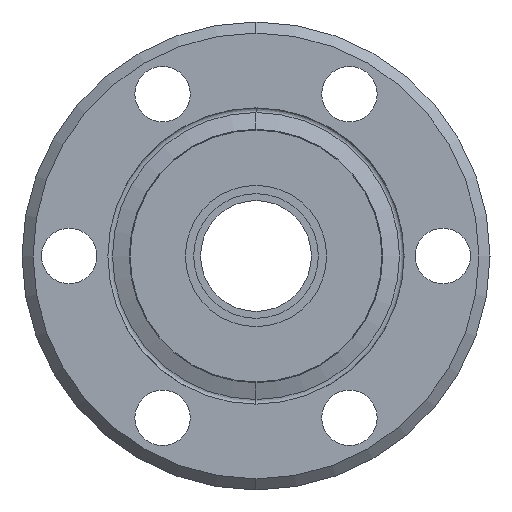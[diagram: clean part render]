
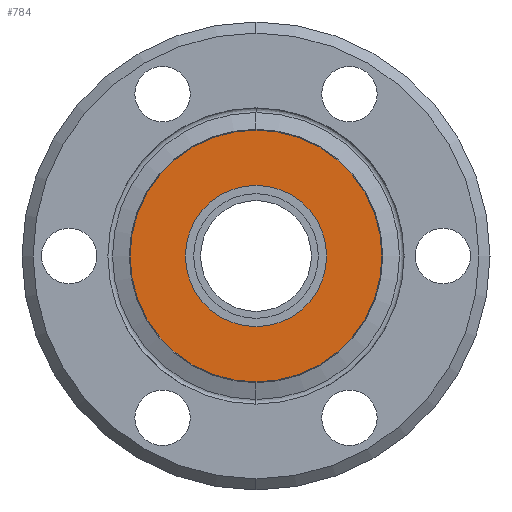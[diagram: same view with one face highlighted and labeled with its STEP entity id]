
A CAD part, left-side view. The second image highlights one B-rep face of the part: STEP entity #784.
In plain terms, the highlighted planar face has unit normal (-1, 0, 0).
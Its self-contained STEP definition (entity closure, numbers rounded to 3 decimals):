
#784=ADVANCED_FACE('',(#5423,#5424),#5422,.F.);
#5422=PLANE('',#11371);
#5423=FACE_OUTER_BOUND('',#11372,.T.);
#5424=FACE_BOUND('',#11373,.T.);
#11368=CARTESIAN_POINT('',(1.2,-18.909,11.827));
#11369=DIRECTION('',(1.,0.,0.));
#11370=DIRECTION('',(0.,0.,-1.));
#11371=AXIS2_PLACEMENT_3D('',#11368,#11369,#11370);
#11372=EDGE_LOOP('',(#14040,#14041));
#11373=EDGE_LOOP('',(#14042,#14043));
#14040=ORIENTED_EDGE('',*,*,#15468,.T.);
#14041=ORIENTED_EDGE('',*,*,#15469,.T.);
#14042=ORIENTED_EDGE('',*,*,#15470,.F.);
#14043=ORIENTED_EDGE('',*,*,#15471,.F.);
#15468=EDGE_CURVE('',#21820,#21821,#21822,.T.);
#15469=EDGE_CURVE('',#21821,#21820,#21828,.T.);
#15470=EDGE_CURVE('',#21834,#21835,#21836,.T.);
#15471=EDGE_CURVE('',#21835,#21834,#21842,.T.);
#21820=VERTEX_POINT('',#26662);
#21821=VERTEX_POINT('',#26663);
#21822=CIRCLE('',#26667,9.098);
#21828=CIRCLE('',#26671,9.098);
#21834=VERTEX_POINT('',#26672);
#21835=VERTEX_POINT('',#26673);
#21836=CIRCLE('',#26677,5.1);
#21842=CIRCLE('',#26681,5.1);
#26662=CARTESIAN_POINT('',(1.2,0.,9.098));
#26663=CARTESIAN_POINT('',(1.2,0.,-9.098));
#26664=CARTESIAN_POINT('',(1.2,0.,0.));
#26665=DIRECTION('',(-1.,0.,0.));
#26666=DIRECTION('',(0.,0.,1.));
#26667=AXIS2_PLACEMENT_3D('',#26664,#26665,#26666);
#26668=CARTESIAN_POINT('',(1.2,0.,0.));
#26669=DIRECTION('',(-1.,0.,0.));
#26670=DIRECTION('',(0.,0.,1.));
#26671=AXIS2_PLACEMENT_3D('',#26668,#26669,#26670);
#26672=CARTESIAN_POINT('',(1.2,0.,-5.1));
#26673=CARTESIAN_POINT('',(1.2,0.,5.1));
#26674=CARTESIAN_POINT('',(1.2,0.,0.));
#26675=DIRECTION('',(-1.,0.,0.));
#26676=DIRECTION('',(0.,0.,1.));
#26677=AXIS2_PLACEMENT_3D('',#26674,#26675,#26676);
#26678=CARTESIAN_POINT('',(1.2,0.,0.));
#26679=DIRECTION('',(-1.,0.,0.));
#26680=DIRECTION('',(0.,0.,1.));
#26681=AXIS2_PLACEMENT_3D('',#26678,#26679,#26680);
